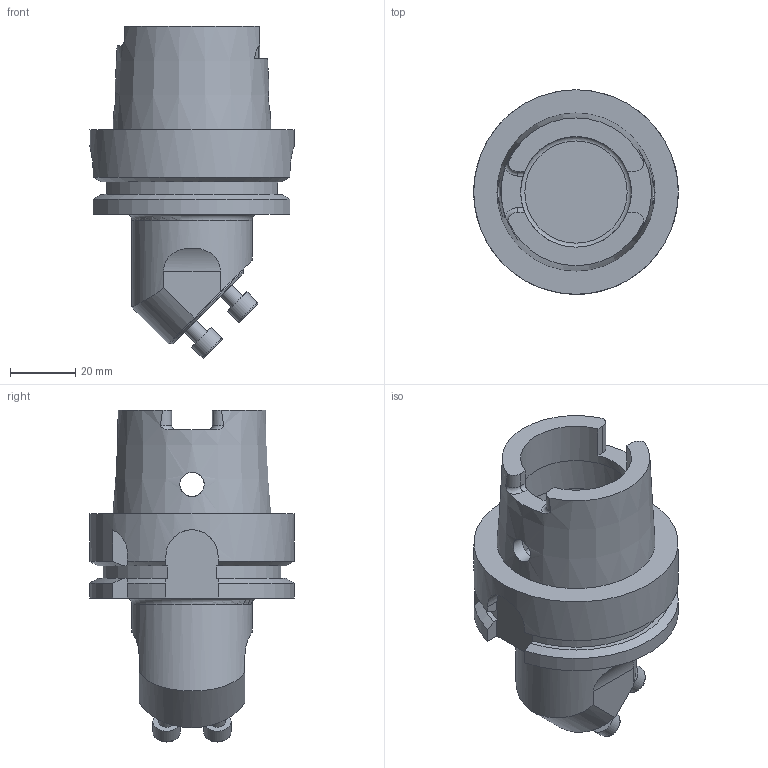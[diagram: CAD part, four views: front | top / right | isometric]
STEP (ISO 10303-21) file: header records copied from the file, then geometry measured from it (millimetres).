
FILE_DESCRIPTION(/* description */ (''),/* implementation_level */ '2;1');
FILE_NAME(/* name */ '1524203998000.stp',/* time_stamp */ '2018-04-20T08:00:07+02:00',/* author */ (''),/* organization */ ('SMS'),/* preprocessor_version */ 'ST-DEVELOPER v15',/* originating_system */ 'SIEMENS PLM Software NX 8.5',/* authorisation */ '');
FILE_SCHEMA (('AUTOMOTIVE_DESIGN { 1 0 10303 214 3 1 1 1 }'));
Length unit declared in the file: millimetre
Products named in the file (1): 112029117mod000_00
Bounding box: 62.94 x 62.94 x 102.14 mm (x, y, z)
Volume: 117405.8 mm3; surface area: 25897.3 mm2
Topology: 1 solids, 1 shells, 99 faces, 260 edges, 174 vertices
Faces by surface type: plane 45, cylinder 35, torus 10, cone 9
Full cylindrical faces by diameter (mm): 5 x4, 7.5 x2, 8.5 x4, 32 x1, 34.05 x2, 37 x1, 40.08 x1, 62.94 x1
Entity records: 3251 total; most frequent: CARTESIAN_POINT 946, DIRECTION 469, ORIENTED_EDGE 432, EDGE_CURVE 216, AXIS2_PLACEMENT_3D 186, VERTEX_POINT 155, EDGE_LOOP 139, ADVANCED_FACE 99
